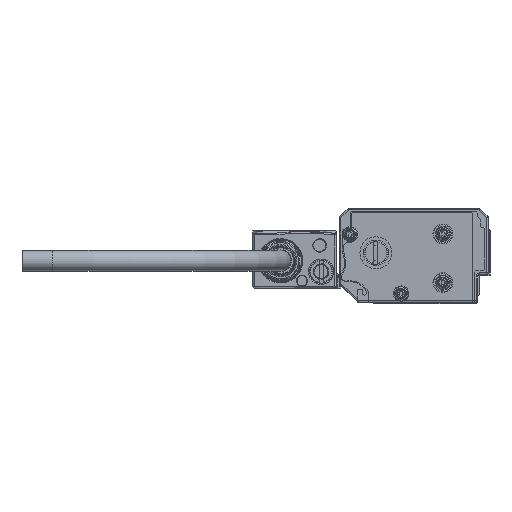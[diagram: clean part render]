
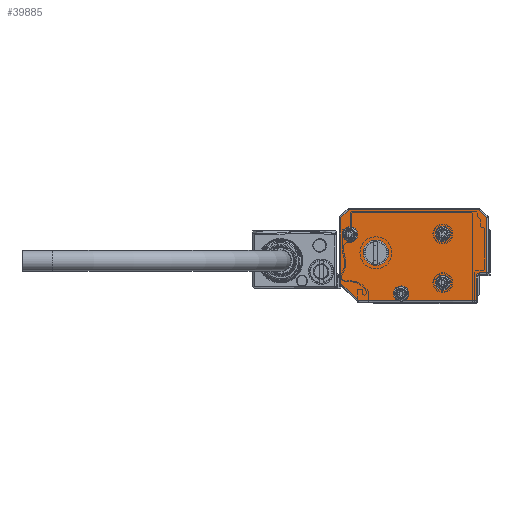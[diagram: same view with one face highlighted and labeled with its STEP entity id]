
A CAD part, left-side view. The second image highlights one B-rep face of the part: STEP entity #39885.
In plain terms, the highlighted planar face has unit normal (-1, 0, 0).
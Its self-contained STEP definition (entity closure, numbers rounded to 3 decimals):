
#39670=AXIS2_PLACEMENT_3D('Circle Axis2P3D',#39668,#39669,$) ;
#39698=AXIS2_PLACEMENT_3D('Circle Axis2P3D',#39696,#39697,$) ;
#39713=AXIS2_PLACEMENT_3D('Plane Axis2P3D',#39710,#39711,#39712) ;
#39717=AXIS2_PLACEMENT_3D('Circle Axis2P3D',#39715,#39716,$) ;
#39724=AXIS2_PLACEMENT_3D('Circle Axis2P3D',#39722,#39723,$) ;
#39731=AXIS2_PLACEMENT_3D('Circle Axis2P3D',#39729,#39730,$) ;
#39743=AXIS2_PLACEMENT_3D('Circle Axis2P3D',#39741,#39742,$) ;
#39815=AXIS2_PLACEMENT_3D('Circle Axis2P3D',#39813,#39814,$) ;
#39824=AXIS2_PLACEMENT_3D('Circle Axis2P3D',#39822,#39823,$) ;
#39833=AXIS2_PLACEMENT_3D('Circle Axis2P3D',#39831,#39832,$) ;
#39842=AXIS2_PLACEMENT_3D('Circle Axis2P3D',#39840,#39841,$) ;
#39851=AXIS2_PLACEMENT_3D('Circle Axis2P3D',#39849,#39850,$) ;
#39860=AXIS2_PLACEMENT_3D('Circle Axis2P3D',#39858,#39859,$) ;
#39869=AXIS2_PLACEMENT_3D('Circle Axis2P3D',#39867,#39868,$) ;
#39878=AXIS2_PLACEMENT_3D('Circle Axis2P3D',#39876,#39877,$) ;
#34114=CARTESIAN_POINT('Vertex',(-973.,8.4,-1.)) ;
#34116=CARTESIAN_POINT('Vertex',(-973.,7.,-1.)) ;
#34119=CARTESIAN_POINT('Line Origine',(-973.,3.5,-1.)) ;
#34123=CARTESIAN_POINT('Vertex',(-973.,21.793,-1.)) ;
#34135=CARTESIAN_POINT('Vertex',(-973.,-17.,-1.)) ;
#34138=CARTESIAN_POINT('Line Origine',(-973.,3.5,-1.)) ;
#39668=CARTESIAN_POINT('Axis2P3D Location',(-973.,7.7,1.4)) ;
#39672=CARTESIAN_POINT('Vertex',(-973.,5.2,1.4)) ;
#39693=CARTESIAN_POINT('Vertex',(-973.,9.894,0.201)) ;
#39696=CARTESIAN_POINT('Axis2P3D Location',(-973.,7.7,1.4)) ;
#39710=CARTESIAN_POINT('Axis2P3D Location',(-973.,-21.5,13.5)) ;
#39715=CARTESIAN_POINT('Axis2P3D Location',(-973.,7.7,1.4)) ;
#39719=CARTESIAN_POINT('Vertex',(-973.,10.2,1.4)) ;
#39722=CARTESIAN_POINT('Axis2P3D Location',(-973.,7.7,1.4)) ;
#39726=CARTESIAN_POINT('Vertex',(-973.,5.506,2.599)) ;
#39729=CARTESIAN_POINT('Axis2P3D Location',(-973.,7.7,1.4)) ;
#39734=CARTESIAN_POINT('Line Origine',(-973.,-17.,3.1)) ;
#39738=CARTESIAN_POINT('Vertex',(-973.,-17.,7.2)) ;
#39741=CARTESIAN_POINT('Axis2P3D Location',(-973.,-18.,7.2)) ;
#39745=CARTESIAN_POINT('Vertex',(-973.,-18.,8.2)) ;
#39748=CARTESIAN_POINT('Line Origine',(-973.,-19.25,8.2)) ;
#39752=CARTESIAN_POINT('Vertex',(-973.,-20.5,8.2)) ;
#39755=CARTESIAN_POINT('Line Origine',(-973.,-20.5,17.246)) ;
#39759=CARTESIAN_POINT('Vertex',(-973.,-20.5,26.293)) ;
#39762=CARTESIAN_POINT('Line Origine',(-973.,-19.146,27.646)) ;
#39766=CARTESIAN_POINT('Vertex',(-973.,-17.793,29.)) ;
#39769=CARTESIAN_POINT('Line Origine',(-973.,3.5,29.)) ;
#39773=CARTESIAN_POINT('Vertex',(-973.,24.793,29.)) ;
#39776=CARTESIAN_POINT('Line Origine',(-973.,26.146,27.646)) ;
#39780=CARTESIAN_POINT('Vertex',(-973.,27.5,26.293)) ;
#39783=CARTESIAN_POINT('Line Origine',(-973.,27.5,15.5)) ;
#39787=CARTESIAN_POINT('Vertex',(-973.,27.5,4.707)) ;
#39790=CARTESIAN_POINT('Line Origine',(-973.,24.646,1.854)) ;
#39813=CARTESIAN_POINT('Axis2P3D Location',(-973.,-6.,5.)) ;
#39817=CARTESIAN_POINT('Vertex',(-973.,-3.806,3.801)) ;
#39819=CARTESIAN_POINT('Vertex',(-973.,-8.194,6.199)) ;
#39822=CARTESIAN_POINT('Axis2P3D Location',(-973.,-6.,5.)) ;
#39831=CARTESIAN_POINT('Axis2P3D Location',(-973.,16.,14.8)) ;
#39835=CARTESIAN_POINT('Vertex',(-973.,11.85,14.8)) ;
#39837=CARTESIAN_POINT('Vertex',(-973.,20.15,14.8)) ;
#39840=CARTESIAN_POINT('Axis2P3D Location',(-973.,16.,14.8)) ;
#39849=CARTESIAN_POINT('Axis2P3D Location',(-973.,-6.,21.)) ;
#39853=CARTESIAN_POINT('Vertex',(-973.,-8.194,22.199)) ;
#39855=CARTESIAN_POINT('Vertex',(-973.,-3.806,19.801)) ;
#39858=CARTESIAN_POINT('Axis2P3D Location',(-973.,-6.,21.)) ;
#39867=CARTESIAN_POINT('Axis2P3D Location',(-973.,24.5,20.9)) ;
#39871=CARTESIAN_POINT('Vertex',(-973.,22.306,22.099)) ;
#39873=CARTESIAN_POINT('Vertex',(-973.,26.694,19.701)) ;
#39876=CARTESIAN_POINT('Axis2P3D Location',(-973.,24.5,20.9)) ;
#34120=DIRECTION('Vector Direction',(0.,1.,0.)) ;
#34139=DIRECTION('Vector Direction',(0.,1.,0.)) ;
#39669=DIRECTION('Axis2P3D Direction',(-1.,0.,0.)) ;
#39697=DIRECTION('Axis2P3D Direction',(-1.,0.,0.)) ;
#39711=DIRECTION('Axis2P3D Direction',(1.,0.,0.)) ;
#39712=DIRECTION('Axis2P3D XDirection',(0.,1.,0.)) ;
#39716=DIRECTION('Axis2P3D Direction',(1.,0.,0.)) ;
#39723=DIRECTION('Axis2P3D Direction',(1.,0.,0.)) ;
#39730=DIRECTION('Axis2P3D Direction',(1.,0.,0.)) ;
#39735=DIRECTION('Vector Direction',(0.,0.,1.)) ;
#39742=DIRECTION('Axis2P3D Direction',(1.,0.,0.)) ;
#39749=DIRECTION('Vector Direction',(0.,-1.,0.)) ;
#39756=DIRECTION('Vector Direction',(0.,0.,1.)) ;
#39763=DIRECTION('Vector Direction',(0.,-0.707,-0.707)) ;
#39770=DIRECTION('Vector Direction',(0.,1.,0.)) ;
#39777=DIRECTION('Vector Direction',(0.,0.707,-0.707)) ;
#39784=DIRECTION('Vector Direction',(0.,0.,-1.)) ;
#39791=DIRECTION('Vector Direction',(0.,-0.707,-0.707)) ;
#39814=DIRECTION('Axis2P3D Direction',(1.,0.,0.)) ;
#39823=DIRECTION('Axis2P3D Direction',(1.,0.,0.)) ;
#39832=DIRECTION('Axis2P3D Direction',(1.,0.,0.)) ;
#39841=DIRECTION('Axis2P3D Direction',(1.,0.,0.)) ;
#39850=DIRECTION('Axis2P3D Direction',(1.,0.,0.)) ;
#39859=DIRECTION('Axis2P3D Direction',(1.,0.,0.)) ;
#39868=DIRECTION('Axis2P3D Direction',(1.,0.,0.)) ;
#39877=DIRECTION('Axis2P3D Direction',(1.,0.,0.)) ;
#34121=VECTOR('Line Direction',#34120,1.) ;
#34140=VECTOR('Line Direction',#34139,1.) ;
#39736=VECTOR('Line Direction',#39735,1.) ;
#39750=VECTOR('Line Direction',#39749,1.) ;
#39757=VECTOR('Line Direction',#39756,1.) ;
#39764=VECTOR('Line Direction',#39763,1.) ;
#39771=VECTOR('Line Direction',#39770,1.) ;
#39778=VECTOR('Line Direction',#39777,1.) ;
#39785=VECTOR('Line Direction',#39784,1.) ;
#39792=VECTOR('Line Direction',#39791,1.) ;
#39796=ORIENTED_EDGE('',*,*,#39700,.T.) ;
#39797=ORIENTED_EDGE('',*,*,#39721,.T.) ;
#39798=ORIENTED_EDGE('',*,*,#39728,.T.) ;
#39799=ORIENTED_EDGE('',*,*,#39733,.T.) ;
#39800=ORIENTED_EDGE('',*,*,#39674,.T.) ;
#39801=ORIENTED_EDGE('',*,*,#34142,.F.) ;
#39802=ORIENTED_EDGE('',*,*,#39740,.F.) ;
#39803=ORIENTED_EDGE('',*,*,#39747,.F.) ;
#39804=ORIENTED_EDGE('',*,*,#39754,.F.) ;
#39805=ORIENTED_EDGE('',*,*,#39761,.F.) ;
#39806=ORIENTED_EDGE('',*,*,#39768,.F.) ;
#39807=ORIENTED_EDGE('',*,*,#39775,.F.) ;
#39808=ORIENTED_EDGE('',*,*,#39782,.F.) ;
#39809=ORIENTED_EDGE('',*,*,#39789,.F.) ;
#39810=ORIENTED_EDGE('',*,*,#39794,.F.) ;
#39811=ORIENTED_EDGE('',*,*,#34125,.F.) ;
#39828=ORIENTED_EDGE('',*,*,#39821,.T.) ;
#39829=ORIENTED_EDGE('',*,*,#39826,.T.) ;
#39846=ORIENTED_EDGE('',*,*,#39839,.T.) ;
#39847=ORIENTED_EDGE('',*,*,#39844,.T.) ;
#39864=ORIENTED_EDGE('',*,*,#39857,.T.) ;
#39865=ORIENTED_EDGE('',*,*,#39862,.T.) ;
#39882=ORIENTED_EDGE('',*,*,#39875,.T.) ;
#39883=ORIENTED_EDGE('',*,*,#39880,.T.) ;
#39830=FACE_BOUND('',#39827,.T.) ;
#39848=FACE_BOUND('',#39845,.T.) ;
#39866=FACE_BOUND('',#39863,.T.) ;
#39884=FACE_BOUND('',#39881,.T.) ;
#39885=ADVANCED_FACE('\X2\FF8AFF9FFF70FF82\X0\ \X2\FF8EFF9EFF83FF9EFF68FF70\X0\',(#39812,#39830,#39848,#39866,#39884),#39714,.F.) ;
#39671=CIRCLE('generated circle',#39670,2.5) ;
#39699=CIRCLE('generated circle',#39698,2.5) ;
#39718=CIRCLE('generated circle',#39717,2.5) ;
#39725=CIRCLE('generated circle',#39724,2.5) ;
#39732=CIRCLE('generated circle',#39731,2.5) ;
#39744=CIRCLE('generated circle',#39743,1.) ;
#39816=CIRCLE('generated circle',#39815,2.5) ;
#39825=CIRCLE('generated circle',#39824,2.5) ;
#39834=CIRCLE('generated circle',#39833,4.15) ;
#39843=CIRCLE('generated circle',#39842,4.15) ;
#39852=CIRCLE('generated circle',#39851,2.5) ;
#39861=CIRCLE('generated circle',#39860,2.5) ;
#39870=CIRCLE('generated circle',#39869,2.5) ;
#39879=CIRCLE('generated circle',#39878,2.5) ;
#34125=EDGE_CURVE('',#34115,#34124,#34122,.T.) ;
#34142=EDGE_CURVE('',#34136,#34117,#34141,.T.) ;
#39674=EDGE_CURVE('',#39673,#34117,#39671,.F.) ;
#39700=EDGE_CURVE('',#34115,#39694,#39699,.F.) ;
#39721=EDGE_CURVE('',#39694,#39720,#39718,.T.) ;
#39728=EDGE_CURVE('',#39720,#39727,#39725,.T.) ;
#39733=EDGE_CURVE('',#39727,#39673,#39732,.T.) ;
#39740=EDGE_CURVE('',#39739,#34136,#39737,.F.) ;
#39747=EDGE_CURVE('',#39746,#39739,#39744,.F.) ;
#39754=EDGE_CURVE('',#39753,#39746,#39751,.F.) ;
#39761=EDGE_CURVE('',#39760,#39753,#39758,.F.) ;
#39768=EDGE_CURVE('',#39767,#39760,#39765,.T.) ;
#39775=EDGE_CURVE('',#39774,#39767,#39772,.F.) ;
#39782=EDGE_CURVE('',#39781,#39774,#39779,.F.) ;
#39789=EDGE_CURVE('',#39788,#39781,#39786,.F.) ;
#39794=EDGE_CURVE('',#34124,#39788,#39793,.F.) ;
#39821=EDGE_CURVE('',#39818,#39820,#39816,.T.) ;
#39826=EDGE_CURVE('',#39820,#39818,#39825,.T.) ;
#39839=EDGE_CURVE('',#39836,#39838,#39834,.T.) ;
#39844=EDGE_CURVE('',#39838,#39836,#39843,.T.) ;
#39857=EDGE_CURVE('',#39854,#39856,#39852,.T.) ;
#39862=EDGE_CURVE('',#39856,#39854,#39861,.T.) ;
#39875=EDGE_CURVE('',#39872,#39874,#39870,.T.) ;
#39880=EDGE_CURVE('',#39874,#39872,#39879,.T.) ;
#39795=EDGE_LOOP('',(#39796,#39797,#39798,#39799,#39800,#39801,#39802,#39803,#39804,#39805,#39806,#39807,#39808,#39809,#39810,#39811)) ;
#39827=EDGE_LOOP('',(#39828,#39829)) ;
#39845=EDGE_LOOP('',(#39846,#39847)) ;
#39863=EDGE_LOOP('',(#39864,#39865)) ;
#39881=EDGE_LOOP('',(#39882,#39883)) ;
#39812=FACE_OUTER_BOUND('',#39795,.T.) ;
#34122=LINE('Line',#34119,#34121) ;
#34141=LINE('Line',#34138,#34140) ;
#39737=LINE('Line',#39734,#39736) ;
#39751=LINE('Line',#39748,#39750) ;
#39758=LINE('Line',#39755,#39757) ;
#39765=LINE('Line',#39762,#39764) ;
#39772=LINE('Line',#39769,#39771) ;
#39779=LINE('Line',#39776,#39778) ;
#39786=LINE('Line',#39783,#39785) ;
#39793=LINE('Line',#39790,#39792) ;
#39714=PLANE('Plane',#39713) ;
#34115=VERTEX_POINT('',#34114) ;
#34117=VERTEX_POINT('',#34116) ;
#34124=VERTEX_POINT('',#34123) ;
#34136=VERTEX_POINT('',#34135) ;
#39673=VERTEX_POINT('',#39672) ;
#39694=VERTEX_POINT('',#39693) ;
#39720=VERTEX_POINT('',#39719) ;
#39727=VERTEX_POINT('',#39726) ;
#39739=VERTEX_POINT('',#39738) ;
#39746=VERTEX_POINT('',#39745) ;
#39753=VERTEX_POINT('',#39752) ;
#39760=VERTEX_POINT('',#39759) ;
#39767=VERTEX_POINT('',#39766) ;
#39774=VERTEX_POINT('',#39773) ;
#39781=VERTEX_POINT('',#39780) ;
#39788=VERTEX_POINT('',#39787) ;
#39818=VERTEX_POINT('',#39817) ;
#39820=VERTEX_POINT('',#39819) ;
#39836=VERTEX_POINT('',#39835) ;
#39838=VERTEX_POINT('',#39837) ;
#39854=VERTEX_POINT('',#39853) ;
#39856=VERTEX_POINT('',#39855) ;
#39872=VERTEX_POINT('',#39871) ;
#39874=VERTEX_POINT('',#39873) ;
